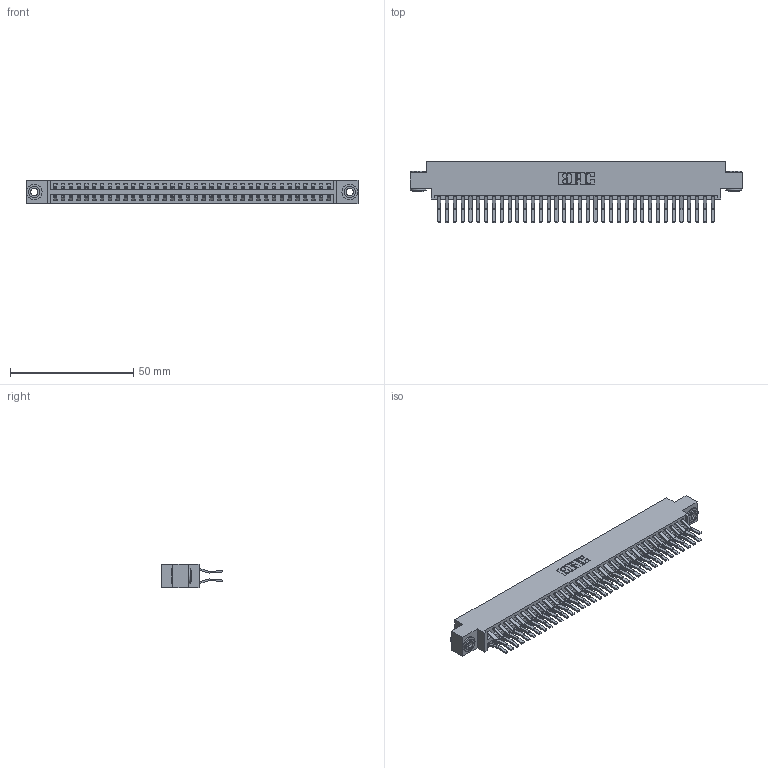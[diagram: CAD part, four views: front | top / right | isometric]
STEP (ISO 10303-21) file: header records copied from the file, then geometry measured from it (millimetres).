
FILE_DESCRIPTION (( 'STEP AP203' ), '1' );
FILE_NAME ('396-072-560-803.STEP', '2018-09-09T11:11:31', ( '' ), ( '' ), 'SwSTEP 2.0', 'SolidWorks 2016', '' );
FILE_SCHEMA (( 'CONFIG_CONTROL_DESIGN' ));
Length unit declared in the file: inch
Products named in the file (4): 346 Part_0.170 Offset - 0.156 Dia-TH; 345-292-001_560 Tail; 345-250-002_345-250-002-102; 396-072-560-803
Assembly tree (75 placements, depth 2):
  396-072-560-803
    346 Part_0.170 Offset - 0.156 Dia-TH
    345-292-001_560 Tail  x72
    345-250-002_345-250-002-102  x2
Bounding box: 134.87 x 24.78 x 9.4 mm (x, y, z)
Volume: 13442 mm3; surface area: 20035.5 mm2
Topology: 75 solids, 75 shells, 4052 faces, 12009 edges, 7906 vertices
Faces by surface type: plane 2610, cylinder 1434, cone 8
Entity records: 25172 total; most frequent: CARTESIAN_POINT 4135, ORIENTED_EDGE 4062, DIRECTION 3729, EDGE_CURVE 2031, LINE 1727, VECTOR 1727, VERTEX_POINT 1350, AXIS2_PLACEMENT_3D 1001
